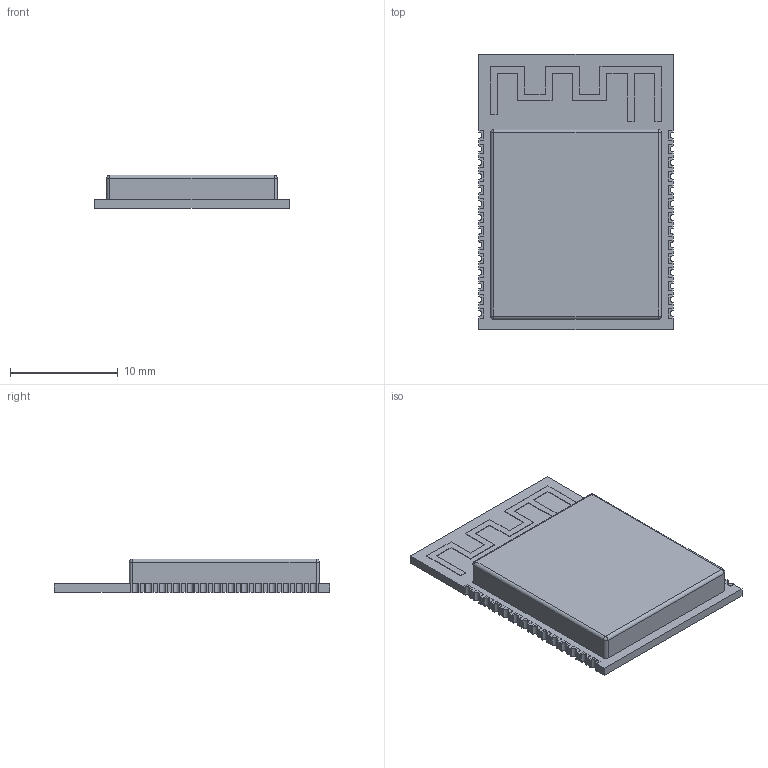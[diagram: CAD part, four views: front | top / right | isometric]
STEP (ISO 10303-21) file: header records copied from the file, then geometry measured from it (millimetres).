
FILE_DESCRIPTION(('Open CASCADE Model'),'2;1');
FILE_NAME('Open CASCADE Shape Model','2026-01-18T21:48:44',('Author'),('Open CASCADE'),'Open CASCADE STEP processor 7.8','Open CASCADE 7.8','Unknown');
FILE_SCHEMA(('AUTOMOTIVE_DESIGN { 1 0 10303 214 1 1 1 1 }'));
Length unit declared in the file: millimetre
Products named in the file (5): ESP32-C6-WROOM-1; PCB; ANTENNA; PAD1; COVER
Assembly tree (31 placements, depth 2):
  ESP32-C6-WROOM-1
    PCB
    ANTENNA
    PAD1  x28
    COVER
Bounding box: 18 x 25.5 x 3.15 mm (x, y, z)
Volume: 1004.7 mm3; surface area: 1830.1 mm2
Topology: 31 solids, 31 shells, 390 faces, 976 edges, 644 vertices
Faces by surface type: plane 350, cylinder 36, sphere 4
Entity records: 3786 total; most frequent: ORIENTED_EDGE 771, CARTESIAN_POINT 684, EDGE_CURVE 486, LINE 410, VERTEX_POINT 320, AXIS2_PLACEMENT_3D 193, ADVANCED_FACE 174, FACE_BOUND 174
